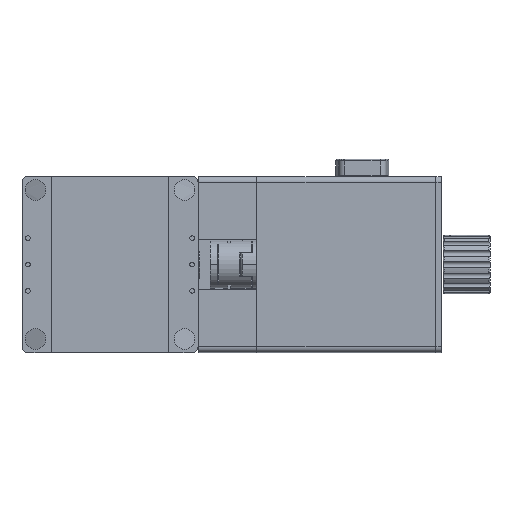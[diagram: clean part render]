
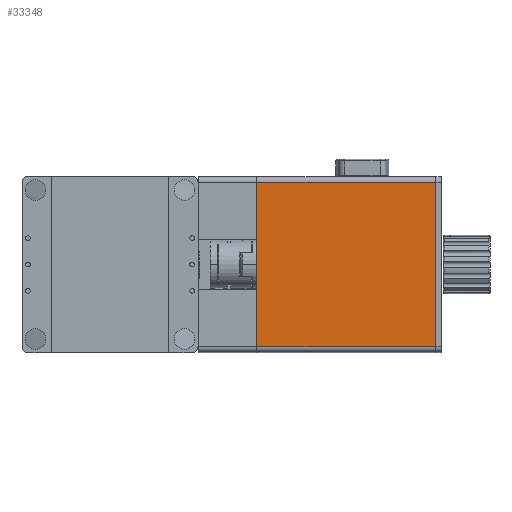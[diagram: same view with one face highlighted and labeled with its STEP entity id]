
A CAD part, front view. The second image highlights one B-rep face of the part: STEP entity #33348.
In plain terms, the highlighted planar face has unit normal (0, -1, 0).
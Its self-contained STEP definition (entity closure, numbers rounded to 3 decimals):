
#2283 = DIRECTION ( 'NONE',  ( 1., 0., 0. ) ) ;
#2303 = VECTOR ( 'NONE', #21864, 1000. ) ;
#5192 = VERTEX_POINT ( 'NONE', #9577 ) ;
#5744 = DIRECTION ( 'NONE',  ( 0., 0., -1. ) ) ;
#7251 = CARTESIAN_POINT ( 'NONE',  ( 111., 0., -28. ) ) ;
#7290 = VECTOR ( 'NONE', #5744, 1000. ) ;
#7643 = DIRECTION ( 'NONE',  ( 0., -1., 0. ) ) ;
#7887 = PLANE ( 'NONE',  #31088 ) ;
#9088 = LINE ( 'NONE', #37362, #7290 ) ;
#9577 = CARTESIAN_POINT ( 'NONE',  ( 50., 0., -28. ) ) ;
#11126 = LINE ( 'NONE', #16843, #15687 ) ;
#11204 = ORIENTED_EDGE ( 'NONE', *, *, #29680, .T. ) ;
#12536 = EDGE_CURVE ( 'NONE', #18785, #13039, #9088, .T. ) ;
#12779 = EDGE_CURVE ( 'NONE', #31756, #5192, #32606, .T. ) ;
#13039 = VERTEX_POINT ( 'NONE', #7251 ) ;
#13634 = ORIENTED_EDGE ( 'NONE', *, *, #29828, .T. ) ;
#13707 = DIRECTION ( 'NONE',  ( 0., 0., -1. ) ) ;
#15420 = ORIENTED_EDGE ( 'NONE', *, *, #12779, .T. ) ;
#15687 = VECTOR ( 'NONE', #2283, 1000. ) ;
#16843 = CARTESIAN_POINT ( 'NONE',  ( 50., 0., -28. ) ) ;
#18785 = VERTEX_POINT ( 'NONE', #31765 ) ;
#19655 = CARTESIAN_POINT ( 'NONE',  ( 50., 0., -30. ) ) ;
#19924 = ORIENTED_EDGE ( 'NONE', *, *, #12536, .F. ) ;
#21864 = DIRECTION ( 'NONE',  ( 0., 0., -1. ) ) ;
#22995 = CARTESIAN_POINT ( 'NONE',  ( 50., 0., 28. ) ) ;
#25184 = LINE ( 'NONE', #33408, #31029 ) ;
#26971 = EDGE_LOOP ( 'NONE', ( #15420, #13634, #19924, #11204 ) ) ;
#27458 = CARTESIAN_POINT ( 'NONE',  ( 50., 0., -30. ) ) ;
#29680 = EDGE_CURVE ( 'NONE', #18785, #31756, #25184, .T. ) ;
#29828 = EDGE_CURVE ( 'NONE', #5192, #13039, #11126, .T. ) ;
#30384 = DIRECTION ( 'NONE',  ( -1., 0., 0. ) ) ;
#31029 = VECTOR ( 'NONE', #30384, 1000. ) ;
#31088 = AXIS2_PLACEMENT_3D ( 'NONE', #19655, #7643, #13707 ) ;
#31722 = FACE_OUTER_BOUND ( 'NONE', #26971, .T. ) ;
#31756 = VERTEX_POINT ( 'NONE', #22995 ) ;
#31765 = CARTESIAN_POINT ( 'NONE',  ( 111., 0., 28. ) ) ;
#32606 = LINE ( 'NONE', #27458, #2303 ) ;
#33348 = ADVANCED_FACE ( 'NONE', ( #31722 ), #7887, .T. ) ;
#33408 = CARTESIAN_POINT ( 'NONE',  ( 50., 0., 28. ) ) ;
#37362 = CARTESIAN_POINT ( 'NONE',  ( 111., 0., 30. ) ) ;
